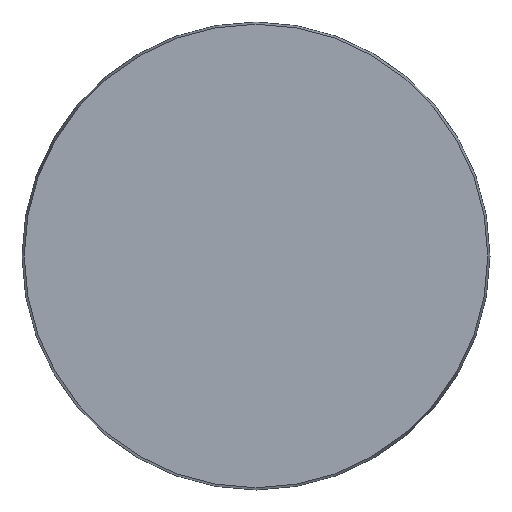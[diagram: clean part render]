
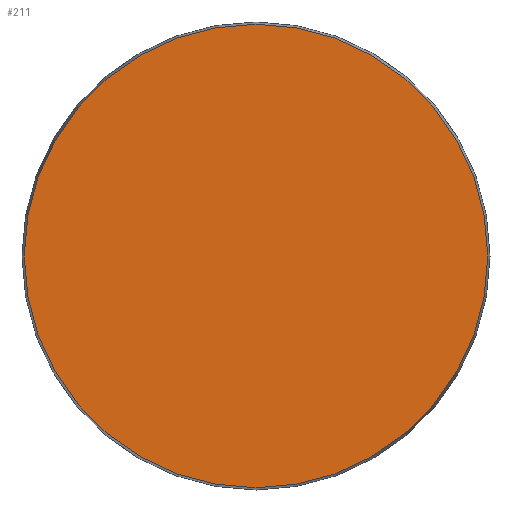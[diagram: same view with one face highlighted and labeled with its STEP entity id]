
A CAD part, front view. The second image highlights one B-rep face of the part: STEP entity #211.
In plain terms, the highlighted planar face has unit normal (0, -1, 0).
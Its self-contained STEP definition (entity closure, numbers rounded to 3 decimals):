
#117 = DIRECTION ( 'NONE',  ( 0., 1., 0. ) ) ;
#203 = FACE_OUTER_BOUND ( 'NONE', #403, .T. ) ;
#211 = ADVANCED_FACE ( 'NONE', ( #203 ), #376, .F. ) ;
#227 = DIRECTION ( 'NONE',  ( 0., 0., -1. ) ) ;
#229 = CARTESIAN_POINT ( 'NONE',  ( 0., 0., 0. ) ) ;
#300 = ORIENTED_EDGE ( 'NONE', *, *, #518, .T. ) ;
#323 = CIRCLE ( 'NONE', #491, 58.425 ) ;
#376 = PLANE ( 'NONE',  #533 ) ;
#403 = EDGE_LOOP ( 'NONE', ( #300 ) ) ;
#410 = CARTESIAN_POINT ( 'NONE',  ( 0., 0., -58.425 ) ) ;
#450 = VERTEX_POINT ( 'NONE', #410 ) ;
#454 = CARTESIAN_POINT ( 'NONE',  ( -58.425, 0., 0. ) ) ;
#486 = DIRECTION ( 'NONE',  ( 0., -1., 0. ) ) ;
#491 = AXIS2_PLACEMENT_3D ( 'NONE', #229, #486, #227 ) ;
#493 = DIRECTION ( 'NONE',  ( 0., 0., 1. ) ) ;
#518 = EDGE_CURVE ( 'NONE', #450, #450, #323, .T. ) ;
#533 = AXIS2_PLACEMENT_3D ( 'NONE', #454, #117, #493 ) ;
